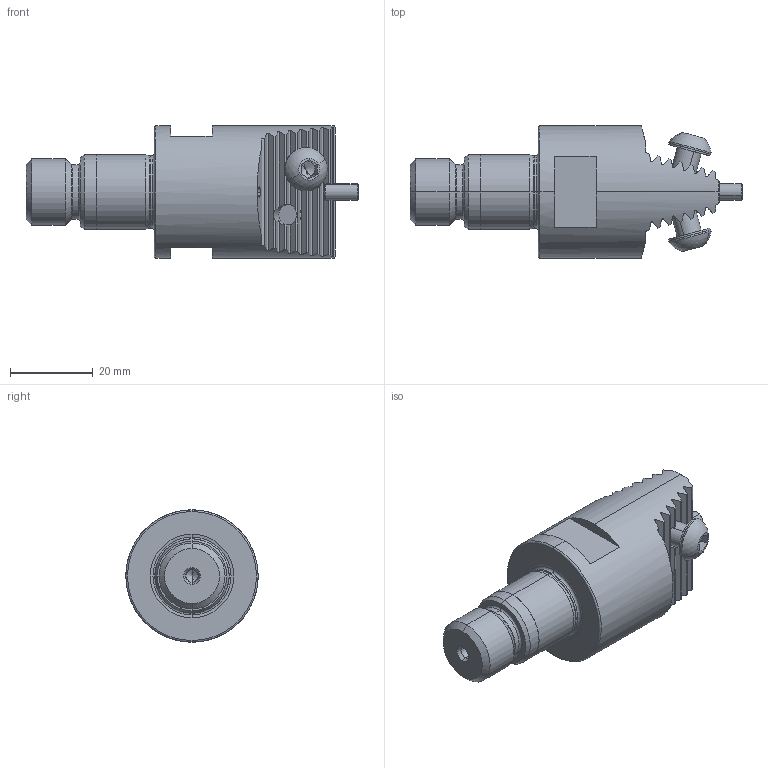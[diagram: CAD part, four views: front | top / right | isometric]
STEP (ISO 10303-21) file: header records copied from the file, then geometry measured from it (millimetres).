
FILE_DESCRIPTION (( 'STEP AP203' ), '1' );
FILE_NAME ('140.320.000C.STEP', '2018-03-05T08:18:42', ( 'SWIAdmin' ), ( 'Hewlett-Packard Company' ), 'SwSTEP 2.0', 'SolidWorks 2017', '' );
FILE_SCHEMA (( 'CONFIG_CONTROL_DESIGN' ));
Length unit declared in the file: millimetre
Products named in the file (6): CA3-Z32.K21.065_B; Z20-ER2.001.013_A; Z32-ER1.002.016_A; Z32-ER1.003.016_A_gespannt; Z32-ER1.001.016; 140.320.000C
Assembly tree (6 placements, depth 3):
  140.320.000C
    CA3-Z32.K21.065_B
    Z20-ER2.001.013_A
    Z32-ER1.001.016  x2
      Z32-ER1.002.016_A
      Z32-ER1.003.016_A_gespannt
Bounding box: 80.3 x 32 x 32 mm (x, y, z)
Volume: 34200.9 mm3; surface area: 10540.5 mm2
Topology: 6 solids, 6 shells, 315 faces, 804 edges, 492 vertices
Faces by surface type: plane 147, cylinder 96, cone 50, torus 18, sphere 4
Entity records: 9405 total; most frequent: CARTESIAN_POINT 2441, ORIENTED_EDGE 1436, DIRECTION 1249, EDGE_CURVE 718, AXIS2_PLACEMENT_3D 485, VERTEX_POINT 449, EDGE_LOOP 297, ADVANCED_FACE 282
